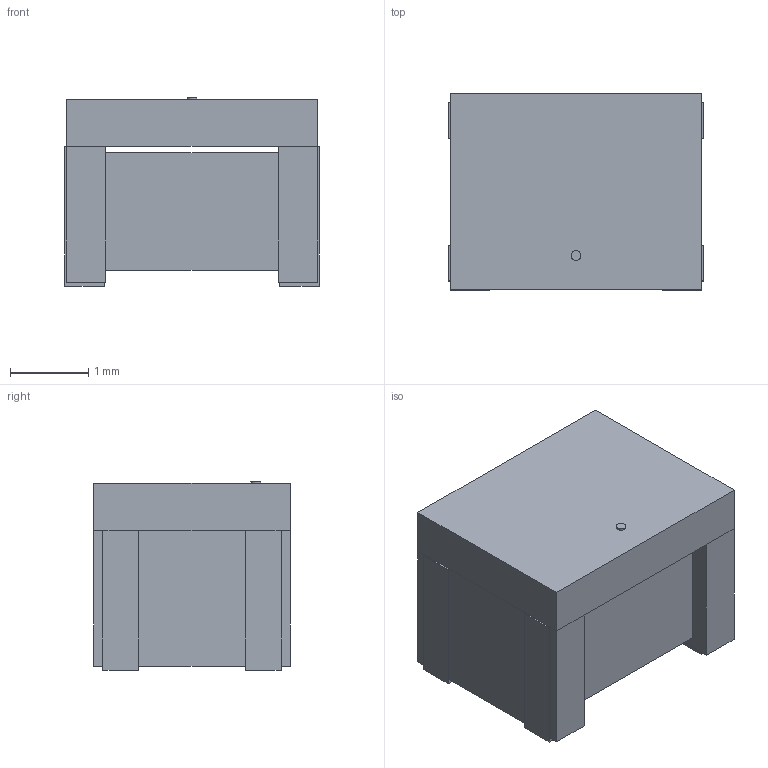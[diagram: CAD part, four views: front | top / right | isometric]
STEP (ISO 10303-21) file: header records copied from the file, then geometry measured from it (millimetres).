
FILE_DESCRIPTION(('CAx-IF Rec.Pracs.---Model Styling and Organization---1.5---2016-08-15','CAx-IF Rec.Pracs.---Geometric and Assembly Validation Properties---4.4---2016-08-17','CAx-IF Rec.Pracs.---User Defined Attributes---1.5---2016-08-15','CAx-IF Rec.Pracs.---External References---2.1---2005-01-19'),'2;1');
FILE_NAME('300804.3.1.step','2023-02-02T18:52:44',('Unspecified'),('Unspecified'),'CAD Exchanger 3.8.1 (cadexchanger.com)','Unspecified','');
FILE_SCHEMA(('AUTOMOTIVE_DESIGN { 1 0 10303 214 1 1 1 1 }'));
Length unit declared in the file: millimetre
Products named in the file (5): ASSEMBLY; solidBody; solidLead; solidCoil; solidMarking
Assembly tree (4 placements, depth 2):
  ASSEMBLY
    solidBody
    solidLead
    solidCoil
    solidMarking
Bounding box: 3.24 x 2.5 x 2.4 mm (x, y, z)
Volume: 17.3 mm3; surface area: 80.4 mm2
Topology: 7 solids, 7 shells, 50 faces, 100 edges, 64 vertices
Faces by surface type: plane 48, cylinder 2
Entity records: 1369 total; most frequent: CARTESIAN_POINT 215, DIRECTION 206, ORIENTED_EDGE 200, EDGE_CURVE 100, LINE 96, VECTOR 96, VERTEX_POINT 64, AXIS2_PLACEMENT_3D 55
